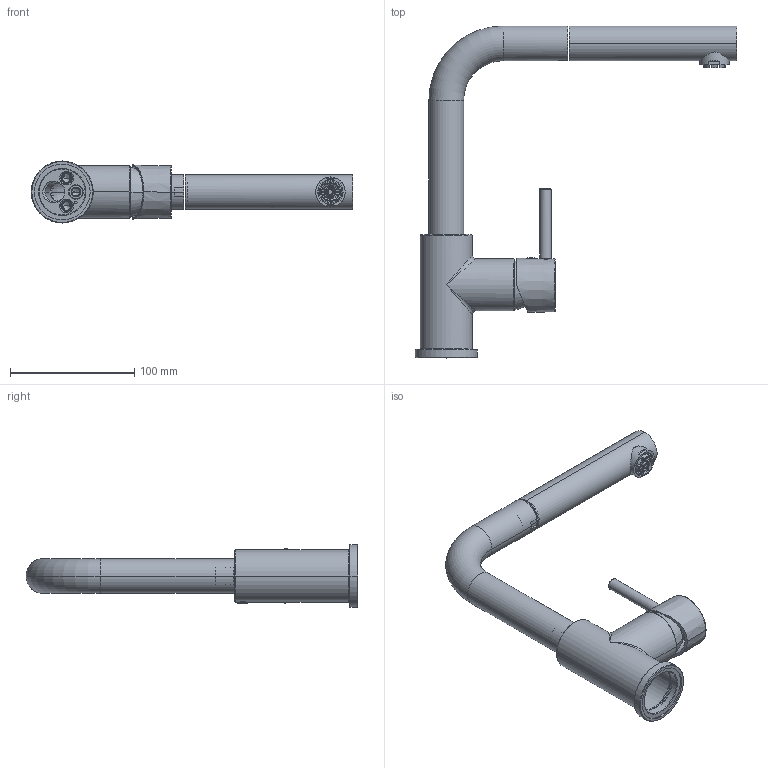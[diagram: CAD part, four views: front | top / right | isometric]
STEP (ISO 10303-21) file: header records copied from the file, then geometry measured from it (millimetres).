
FILE_DESCRIPTION((''),'2;1');
FILE_NAME('400460NDR1_ASM_1_ASM','2024-11-21T17:14:47',('sruga'),('Armando Vicario'),'CREO PARAMETRIC BY PTC INC, 2021404','CREO PARAMETRIC BY PTC INC, 2021404','');
FILE_SCHEMA(('CONFIG_CONTROL_DESIGN'));
Length unit declared in the file: millimetre
Products named in the file (26): 01022001_1_1; 05002003_1_1_2_3; 16000658_ASM_1_1_2_ASM; 16000539_ASM_1_1_ASM; 12036401_1_1; 12036501_1_1; 16000528_ASM_1_1_ASM; 02032001_1; AMFAG_CONT_ROMP_22X1_1; 11000185_1; GUARN_210X160X15_1; 11034606_ASM_1_ASM; 16000476_ASM_1_ASM; 02000519_ASM_1_ASM; 16002845_ASM_1_ASM; 12053901_1_1_2_3; 16000181_ASM_1_1_2_ASM; 10000259_1; 16002426_ASM_1_ASM; 03021701_1_1_2; 06000907_1_1_2_3; 16000128_ASM_1_1_2_ASM; 05002103_1_1_2_3; 16000444_ASM_1_1_2_ASM; 16000603_ASM_1_1_ASM; 400460NDR1_ASM_1_ASM
Assembly tree (25 placements, depth 6):
  400460NDR1_ASM_1_ASM
    16000539_ASM_1_1_ASM
      01022001_1_1
      16000658_ASM_1_1_2_ASM
        05002003_1_1_2_3
    16000528_ASM_1_1_ASM
      12036401_1_1
      12036501_1_1
    16002845_ASM_1_ASM
      02000519_ASM_1_ASM
        02032001_1
        16000476_ASM_1_ASM
          11034606_ASM_1_ASM
            AMFAG_CONT_ROMP_22X1_1
            11000185_1
            GUARN_210X160X15_1
    16000181_ASM_1_1_2_ASM
      12053901_1_1_2_3
    16002426_ASM_1_ASM
      10000259_1
    16000603_ASM_1_1_ASM
      03021701_1_1_2
      16000128_ASM_1_1_2_ASM
        06000907_1_1_2_3
      16000444_ASM_1_1_2_ASM
        05002103_1_1_2_3
Bounding box: 259.2 x 267.6 x 50 mm (x, y, z)
Volume: 175467.6 mm3; surface area: 132909.7 mm2
Topology: 13 solids, 25 shells, 724 faces, 2035 edges, 1342 vertices
Faces by surface type: cylinder 269, plane 255, cone 138, torus 30, bspline 28, sphere 4
Entity records: 27296 total; most frequent: CARTESIAN_POINT 7992, DIRECTION 4039, ORIENTED_EDGE 3978, EDGE_CURVE 2015, AXIS2_PLACEMENT_3D 1648, VERTEX_POINT 1342, CIRCLE 868, EDGE_LOOP 811
